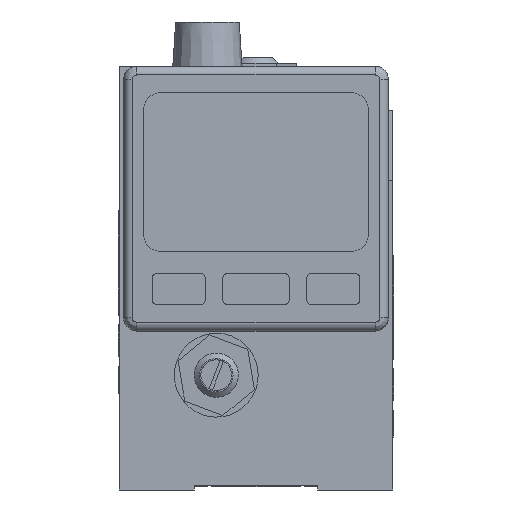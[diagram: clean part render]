
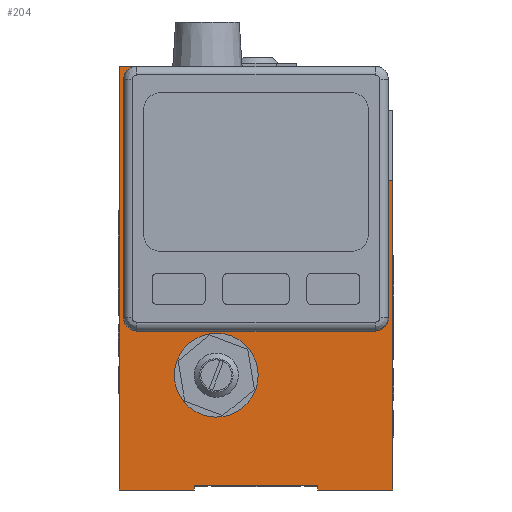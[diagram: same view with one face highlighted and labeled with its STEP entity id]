
A CAD part, front view. The second image highlights one B-rep face of the part: STEP entity #204.
In plain terms, the highlighted planar face has unit normal (0, -1, 0).
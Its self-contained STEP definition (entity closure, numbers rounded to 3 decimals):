
#68=CARTESIAN_POINT('',(-34.628,-90.66,-26.074));
#69=DIRECTION('',(0.0,-1.0,0.0));
#70=DIRECTION('',(0.0,0.0,-1.0));
#71=AXIS2_PLACEMENT_3D('',#68,#69,#70);
#72=PLANE('',#71);
#73=CARTESIAN_POINT('',(-34.628,-90.66,8.926));
#74=VERTEX_POINT('',#73);
#75=CARTESIAN_POINT('',(-43.128,-90.66,8.926));
#76=VERTEX_POINT('',#75);
#77=CARTESIAN_POINT('',(-34.628,-90.66,8.926));
#78=DIRECTION('',(-1.0,0.0,0.0));
#79=VECTOR('',#78,8.5);
#80=LINE('',#77,#79);
#81=EDGE_CURVE('',#74,#76,#80,.T.);
#82=ORIENTED_EDGE('',*,*,#81,.T.);
#83=CARTESIAN_POINT('',(-43.128,-90.66,14.926));
#84=VERTEX_POINT('',#83);
#85=CARTESIAN_POINT('',(-43.128,-90.66,8.926));
#86=DIRECTION('',(0.0,0.0,1.0));
#87=VECTOR('',#86,6.);
#88=LINE('',#85,#87);
#89=EDGE_CURVE('',#76,#84,#88,.T.);
#90=ORIENTED_EDGE('',*,*,#89,.T.);
#91=CARTESIAN_POINT('',(-57.128,-90.66,14.926));
#92=VERTEX_POINT('',#91);
#93=CARTESIAN_POINT('',(-43.128,-90.66,14.926));
#94=DIRECTION('',(-1.0,0.0,0.0));
#95=VECTOR('',#94,14.0);
#96=LINE('',#93,#95);
#97=EDGE_CURVE('',#84,#92,#96,.T.);
#98=ORIENTED_EDGE('',*,*,#97,.T.);
#99=CARTESIAN_POINT('',(-57.128,-90.66,21.926));
#100=VERTEX_POINT('',#99);
#101=CARTESIAN_POINT('',(-57.128,-90.66,14.926));
#102=DIRECTION('',(0.0,0.0,1.0));
#103=VECTOR('',#102,7.);
#104=LINE('',#101,#103);
#105=EDGE_CURVE('',#92,#100,#104,.T.);
#106=ORIENTED_EDGE('',*,*,#105,.T.);
#107=CARTESIAN_POINT('',(-65.628,-90.66,21.926));
#108=VERTEX_POINT('',#107);
#109=CARTESIAN_POINT('',(-57.128,-90.66,21.926));
#110=DIRECTION('',(-1.0,0.0,0.0));
#111=VECTOR('',#110,8.5);
#112=LINE('',#109,#111);
#113=EDGE_CURVE('',#100,#108,#112,.T.);
#114=ORIENTED_EDGE('',*,*,#113,.T.);
#115=CARTESIAN_POINT('',(-65.628,-90.66,-26.074));
#116=VERTEX_POINT('',#115);
#117=CARTESIAN_POINT('',(-65.628,-90.66,-26.074));
#118=DIRECTION('',(0.0,0.0,1.0));
#119=VECTOR('',#118,48.);
#120=LINE('',#117,#119);
#121=EDGE_CURVE('',#116,#108,#120,.T.);
#122=ORIENTED_EDGE('',*,*,#121,.F.);
#123=CARTESIAN_POINT('',(-57.128,-90.66,-26.074));
#124=VERTEX_POINT('',#123);
#125=CARTESIAN_POINT('',(-65.628,-90.66,-26.074));
#126=DIRECTION('',(1.0,0.0,0.0));
#127=VECTOR('',#126,8.5);
#128=LINE('',#125,#127);
#129=EDGE_CURVE('',#116,#124,#128,.T.);
#130=ORIENTED_EDGE('',*,*,#129,.T.);
#131=CARTESIAN_POINT('',(-57.128,-90.66,-25.574));
#132=VERTEX_POINT('',#131);
#133=CARTESIAN_POINT('',(-57.128,-90.66,-26.074));
#134=DIRECTION('',(0.0,0.0,1.0));
#135=VECTOR('',#134,0.5);
#136=LINE('',#133,#135);
#137=EDGE_CURVE('',#124,#132,#136,.T.);
#138=ORIENTED_EDGE('',*,*,#137,.T.);
#139=CARTESIAN_POINT('',(-43.128,-90.66,-25.574));
#140=VERTEX_POINT('',#139);
#141=CARTESIAN_POINT('',(-57.128,-90.66,-25.574));
#142=DIRECTION('',(1.0,0.0,0.0));
#143=VECTOR('',#142,14.);
#144=LINE('',#141,#143);
#145=EDGE_CURVE('',#132,#140,#144,.T.);
#146=ORIENTED_EDGE('',*,*,#145,.T.);
#147=CARTESIAN_POINT('',(-43.128,-90.66,-26.074));
#148=VERTEX_POINT('',#147);
#149=CARTESIAN_POINT('',(-43.128,-90.66,-25.574));
#150=DIRECTION('',(0.0,0.0,-1.0));
#151=VECTOR('',#150,0.5);
#152=LINE('',#149,#151);
#153=EDGE_CURVE('',#140,#148,#152,.T.);
#154=ORIENTED_EDGE('',*,*,#153,.T.);
#155=CARTESIAN_POINT('',(-34.628,-90.66,-26.074));
#156=VERTEX_POINT('',#155);
#157=CARTESIAN_POINT('',(-43.128,-90.66,-26.074));
#158=DIRECTION('',(1.0,0.0,0.0));
#159=VECTOR('',#158,8.5);
#160=LINE('',#157,#159);
#161=EDGE_CURVE('',#148,#156,#160,.T.);
#162=ORIENTED_EDGE('',*,*,#161,.T.);
#163=CARTESIAN_POINT('',(-34.628,-90.66,-26.074));
#164=DIRECTION('',(0.0,0.0,1.0));
#165=VECTOR('',#164,35.);
#166=LINE('',#163,#165);
#167=EDGE_CURVE('',#156,#74,#166,.T.);
#168=ORIENTED_EDGE('',*,*,#167,.T.);
#169=EDGE_LOOP('',(#82,#90,#98,#106,#114,#122,#130,#138,#146,#154,#162,#168));
#170=FACE_OUTER_BOUND('',#169,.T.);
#171=CARTESIAN_POINT('',(-53.128,-90.66,-13.074));
#172=VERTEX_POINT('',#171);
#173=CARTESIAN_POINT('',(-54.628,-90.66,-13.074));
#174=DIRECTION('',(0.0,1.0,0.0));
#175=DIRECTION('',(1.0,0.0,0.0));
#176=AXIS2_PLACEMENT_3D('',#173,#174,#175);
#177=CIRCLE('',#176,1.5);
#178=EDGE_CURVE('',#172,#172,#177,.T.);
#179=ORIENTED_EDGE('',*,*,#178,.T.);
#180=EDGE_LOOP('',(#179));
#181=FACE_BOUND('',#180,.T.);
#182=CARTESIAN_POINT('',(-58.528,-90.66,16.926));
#183=VERTEX_POINT('',#182);
#184=CARTESIAN_POINT('',(-60.128,-90.66,16.926));
#185=DIRECTION('',(0.0,1.0,0.0));
#186=DIRECTION('',(1.0,0.0,0.0));
#187=AXIS2_PLACEMENT_3D('',#184,#185,#186);
#188=CIRCLE('',#187,1.6);
#189=EDGE_CURVE('',#183,#183,#188,.T.);
#190=ORIENTED_EDGE('',*,*,#189,.T.);
#191=EDGE_LOOP('',(#190));
#192=FACE_BOUND('',#191,.T.);
#193=CARTESIAN_POINT('',(-38.528,-90.66,-3.074));
#194=VERTEX_POINT('',#193);
#195=CARTESIAN_POINT('',(-40.128,-90.66,-3.074));
#196=DIRECTION('',(0.0,1.0,0.0));
#197=DIRECTION('',(1.0,0.0,0.0));
#198=AXIS2_PLACEMENT_3D('',#195,#196,#197);
#199=CIRCLE('',#198,1.6);
#200=EDGE_CURVE('',#194,#194,#199,.T.);
#201=ORIENTED_EDGE('',*,*,#200,.T.);
#202=EDGE_LOOP('',(#201));
#203=FACE_BOUND('',#202,.T.);
#204=ADVANCED_FACE('',(#170,#181,#192,#203),#72,.T.);
